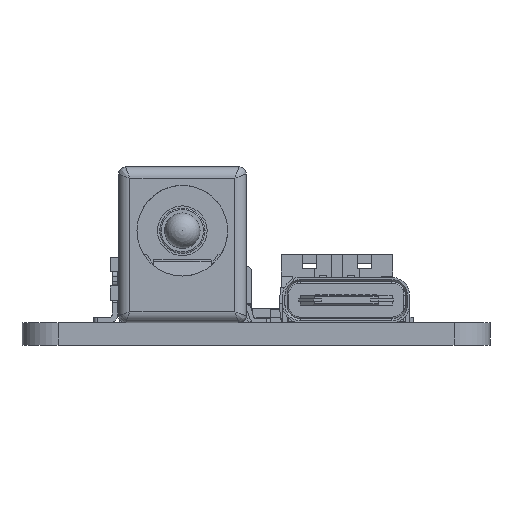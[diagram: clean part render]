
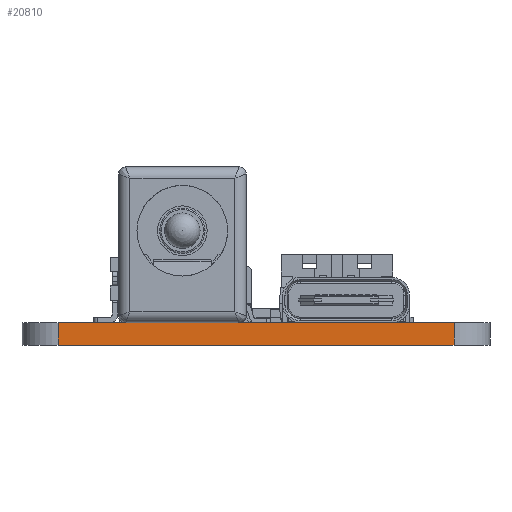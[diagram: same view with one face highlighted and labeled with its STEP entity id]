
A CAD part, left-side view. The second image highlights one B-rep face of the part: STEP entity #20810.
In plain terms, the highlighted planar face has unit normal (-1, 0, 0).
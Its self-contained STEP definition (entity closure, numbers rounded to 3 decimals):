
#482=PLANE('',#22244);
#1361=FACE_OUTER_BOUND('',#2510,.T.);
#2510=EDGE_LOOP('',(#14327,#14328,#14329,#14330));
#3873=LINE('',#30206,#6207);
#3874=LINE('',#30209,#6208);
#3875=LINE('',#30211,#6209);
#3876=LINE('',#30212,#6210);
#6207=VECTOR('',#24369,10.);
#6208=VECTOR('',#24372,10.);
#6209=VECTOR('',#24373,10.);
#6210=VECTOR('',#24374,10.);
#9220=VERTEX_POINT('',#30202);
#9221=VERTEX_POINT('',#30204);
#9222=VERTEX_POINT('',#30208);
#9223=VERTEX_POINT('',#30210);
#11248=EDGE_CURVE('',#9220,#9221,#3873,.T.);
#11249=EDGE_CURVE('',#9222,#9220,#3874,.T.);
#11250=EDGE_CURVE('',#9223,#9221,#3875,.T.);
#11251=EDGE_CURVE('',#9222,#9223,#3876,.T.);
#14327=ORIENTED_EDGE('',*,*,#11249,.T.);
#14328=ORIENTED_EDGE('',*,*,#11248,.T.);
#14329=ORIENTED_EDGE('',*,*,#11250,.F.);
#14330=ORIENTED_EDGE('',*,*,#11251,.F.);
#20810=ADVANCED_FACE('',(#1361),#482,.T.);
#22244=AXIS2_PLACEMENT_3D('',#30207,#24370,#24371);
#24369=DIRECTION('',(0.,0.,1.));
#24370=DIRECTION('center_axis',(-1.,0.,0.));
#24371=DIRECTION('ref_axis',(0.,-1.,0.));
#24372=DIRECTION('',(0.,-1.,0.));
#24373=DIRECTION('',(0.,-1.,0.));
#24374=DIRECTION('',(0.,0.,1.));
#30202=CARTESIAN_POINT('',(0.,2.54,0.));
#30204=CARTESIAN_POINT('',(0.,2.54,1.57));
#30206=CARTESIAN_POINT('',(0.,2.54,0.));
#30207=CARTESIAN_POINT('Origin',(0.,30.48,0.));
#30208=CARTESIAN_POINT('',(0.,30.48,0.));
#30209=CARTESIAN_POINT('',(0.,30.48,0.));
#30210=CARTESIAN_POINT('',(0.,30.48,1.57));
#30211=CARTESIAN_POINT('',(0.,30.48,1.57));
#30212=CARTESIAN_POINT('',(0.,30.48,0.));
